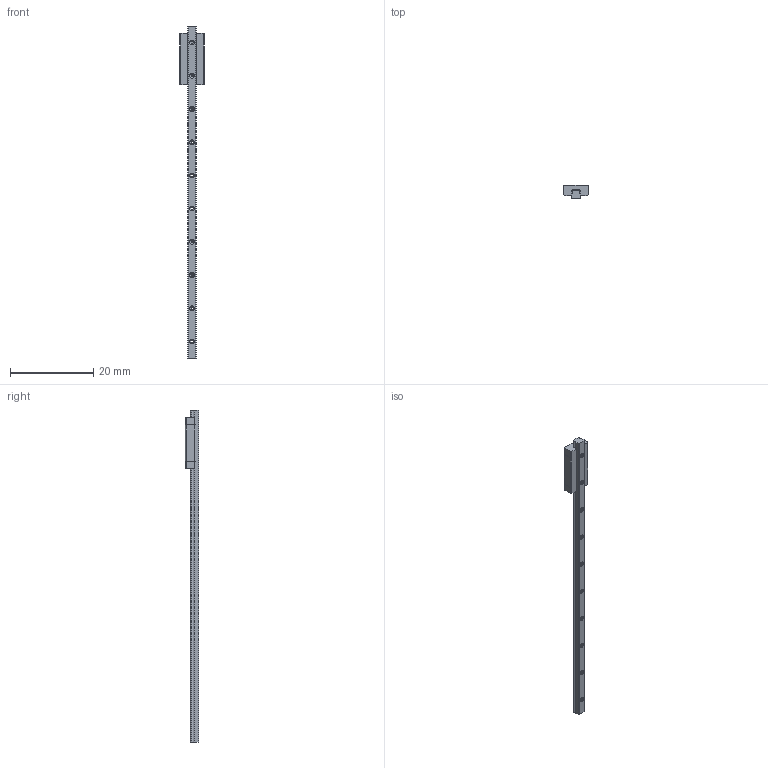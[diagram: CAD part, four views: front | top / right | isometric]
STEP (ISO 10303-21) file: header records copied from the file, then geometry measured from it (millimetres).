
FILE_DESCRIPTION (( 'STEP AP203' ), '1' );
FILE_NAME ('8381K2.STEP', '2017-12-19T15:15:07', ( '' ), ( '' ), 'SwSTEP 2.0', 'SolidWorks 2014', '' );
FILE_SCHEMA (( 'CONFIG_CONTROL_DESIGN' ));
Length unit declared in the file: millimetre
Products named in the file (1): 8381K2
Bounding box: 6 x 3.2 x 80 mm (x, y, z)
Volume: 438.1 mm3; surface area: 994.6 mm2
Topology: 2 solids, 2 shells, 302 faces, 884 edges, 588 vertices
Faces by surface type: cylinder 162, cone 64, plane 52, bspline 24
Entity records: 17401 total; most frequent: CARTESIAN_POINT 10447, ORIENTED_EDGE 1768, DIRECTION 1100, EDGE_CURVE 884, VERTEX_POINT 588, AXIS2_PLACEMENT_3D 375, LINE 350, VECTOR 350
